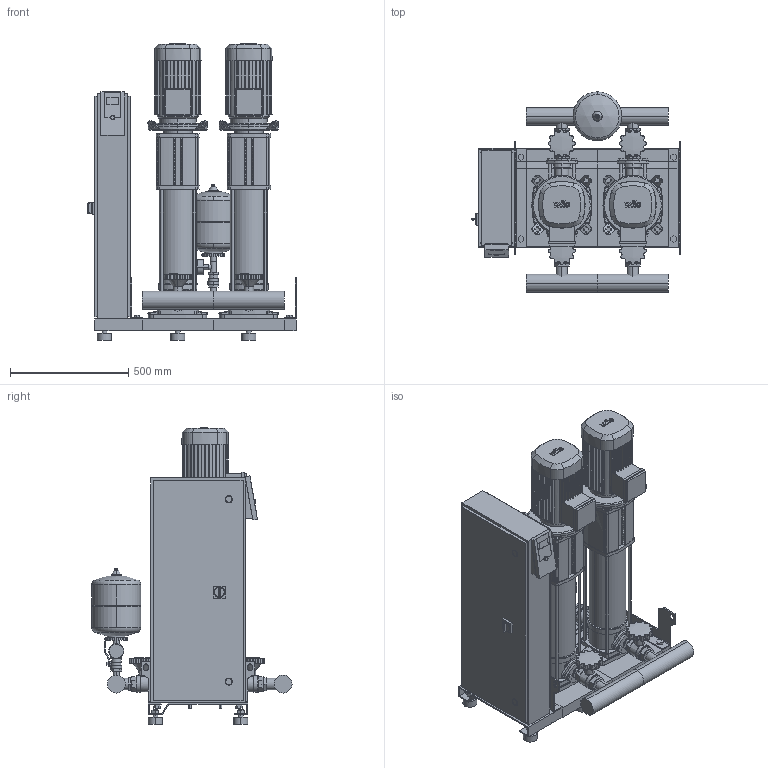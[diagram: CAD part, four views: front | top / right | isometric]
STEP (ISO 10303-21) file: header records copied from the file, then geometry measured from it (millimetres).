
FILE_DESCRIPTION((''),'2;1');
FILE_NAME('3d_SiBoostSmart2HELIXV1011-2536084.stp','2016-01-25T10:18:32',(''),(''),'Mechanical Desktop 2009','Mechanical Desktop 2009',', , ');
FILE_SCHEMA(('CONFIG_CONTROL_DESIGN'));
Length unit declared in the file: millimetre
Products named in the file (1): Product
Bounding box: 880 x 845.05 x 1252.2 mm (x, y, z)
Volume: 132879555.7 mm3; surface area: 8979705.2 mm2
Topology: 123 solids, 123 shells, 3802 faces, 9808 edges, 6416 vertices
Faces by surface type: plane 1527, bspline 1095, cylinder 930, cone 162, torus 70, sphere 18
Entity records: 123736 total; most frequent: CARTESIAN_POINT 31566, ORIENTED_EDGE 19592, DIRECTION 17852, EDGE_CURVE 9796, VERTEX_POINT 6412, VECTOR 6300, LINE 6300, AXIS2_PLACEMENT_3D 5776
